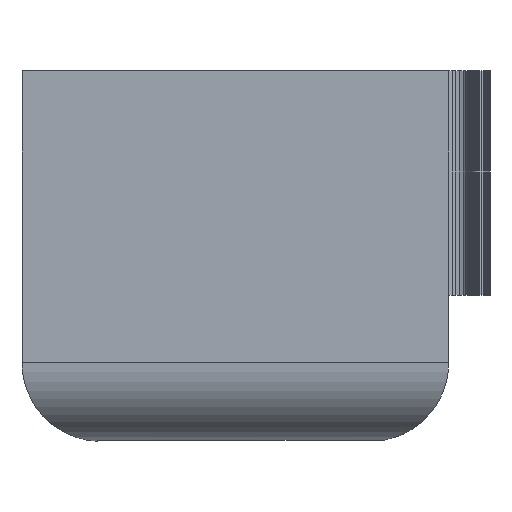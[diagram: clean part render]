
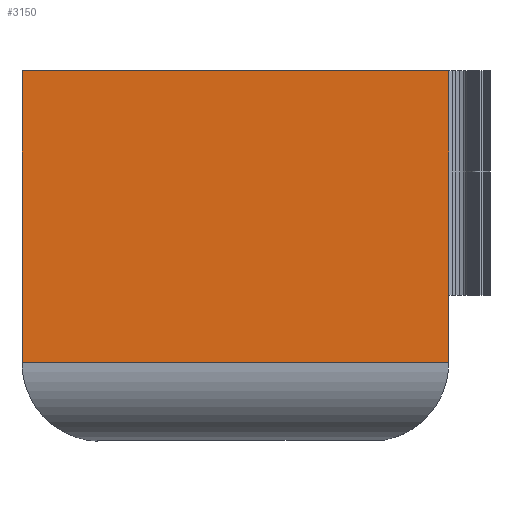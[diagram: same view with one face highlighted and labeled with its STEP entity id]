
A CAD part, front view. The second image highlights one B-rep face of the part: STEP entity #3150.
In plain terms, the highlighted planar face has unit normal (0, -1, 0).
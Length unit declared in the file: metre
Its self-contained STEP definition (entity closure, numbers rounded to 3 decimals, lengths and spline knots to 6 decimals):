
#51=ORIENTED_EDGE('',*,*,#982,.T.);
#52=ORIENTED_EDGE('',*,*,#988,.T.);
#53=ORIENTED_EDGE('',*,*,#989,.F.);
#54=ORIENTED_EDGE('',*,*,#990,.F.);
#982=EDGE_CURVE('',#1450,#1449,#1761,.T.);
#988=EDGE_CURVE('',#1449,#1455,#1767,.T.);
#989=EDGE_CURVE('',#1456,#1455,#1768,.T.);
#990=EDGE_CURVE('',#1450,#1456,#1769,.T.);
#1449=VERTEX_POINT('',#4321);
#1450=VERTEX_POINT('',#4323);
#1455=VERTEX_POINT('',#4335);
#1456=VERTEX_POINT('',#4337);
#1761=LINE('',#4322,#2223);
#1767=LINE('',#4334,#2229);
#1768=LINE('',#4336,#2230);
#1769=LINE('',#4338,#2231);
#2223=VECTOR('',#3517,1.);
#2229=VECTOR('',#3525,1.);
#2230=VECTOR('',#3526,1.);
#2231=VECTOR('',#3527,1.);
#2675=EDGE_LOOP('',(#51,#52,#53,#54));
#2835=FACE_BOUND('',#2675,.T.);
#2995=PLANE('',#3325);
#3150=ADVANCED_FACE('',(#2835),#2995,.F.);
#3325=AXIS2_PLACEMENT_3D('',#4333,#3523,#3524);
#3517=DIRECTION('',(0.,0.,-1.));
#3523=DIRECTION('',(0.,1.,0.));
#3524=DIRECTION('',(-1.,0.,0.));
#3525=DIRECTION('',(1.,0.,0.));
#3526=DIRECTION('',(0.,0.,-1.));
#3527=DIRECTION('',(1.,0.,0.));
#4321=CARTESIAN_POINT('',(-0.040205,-0.0075,0.007));
#4322=CARTESIAN_POINT('',(-0.040205,-0.0075,0.033));
#4323=CARTESIAN_POINT('',(-0.040205,-0.0075,0.033));
#4333=CARTESIAN_POINT('',(-0.021205,-0.0075,0.033));
#4334=CARTESIAN_POINT('',(-0.021205,-0.0075,0.007));
#4335=CARTESIAN_POINT('',(-0.002205,-0.0075,0.007));
#4336=CARTESIAN_POINT('',(-0.002205,-0.0075,0.033));
#4337=CARTESIAN_POINT('',(-0.002205,-0.0075,0.033));
#4338=CARTESIAN_POINT('',(-0.021205,-0.0075,0.033));
